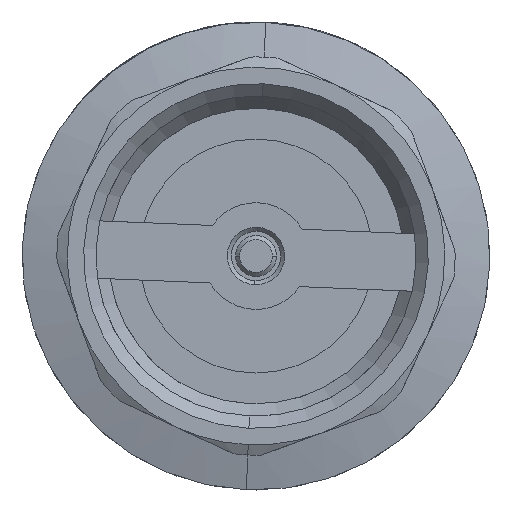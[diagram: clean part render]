
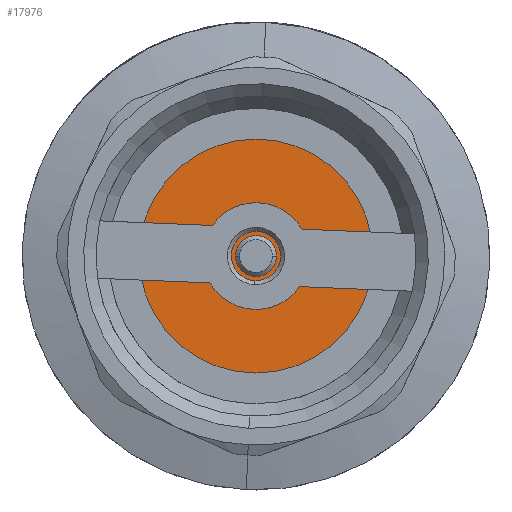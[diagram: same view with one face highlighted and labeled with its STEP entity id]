
A CAD part, front view. The second image highlights one B-rep face of the part: STEP entity #17976.
In plain terms, the highlighted planar face has unit normal (0, -1, 0).
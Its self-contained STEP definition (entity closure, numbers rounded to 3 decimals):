
#222 = DIRECTION ( 'NONE',  ( 1., 0., 0. ) ) ;
#1512 = AXIS2_PLACEMENT_3D ( 'NONE', #41604, #20925, #222 ) ;
#2717 = CARTESIAN_POINT ( 'NONE',  ( 14.25, 17.3, 0. ) ) ;
#3545 = VERTEX_POINT ( 'NONE', #42466 ) ;
#4557 = CARTESIAN_POINT ( 'NONE',  ( 0., 17.3, 0. ) ) ;
#6200 = DIRECTION ( 'NONE',  ( 1., 0., 0. ) ) ;
#7036 = ORIENTED_EDGE ( 'NONE', *, *, #10363, .F. ) ;
#7833 = VERTEX_POINT ( 'NONE', #9351 ) ;
#8079 = DIRECTION ( 'NONE',  ( 1., 0., 0. ) ) ;
#9351 = CARTESIAN_POINT ( 'NONE',  ( -14.25, 17.3, 0. ) ) ;
#10135 = EDGE_CURVE ( 'NONE', #25430, #7833, #30966, .T. ) ;
#10363 = EDGE_CURVE ( 'NONE', #3545, #32376, #28793, .T. ) ;
#11797 = CIRCLE ( 'NONE', #22156, 14.25 ) ;
#13388 = DIRECTION ( 'NONE',  ( 0., -1., 0. ) ) ;
#14164 = CIRCLE ( 'NONE', #1512, 2.5 ) ;
#14405 = AXIS2_PLACEMENT_3D ( 'NONE', #2717, #26890, #6200 ) ;
#17733 = DIRECTION ( 'NONE',  ( 0., -1., 0. ) ) ;
#17976 = ADVANCED_FACE ( 'NONE', ( #36231, #29338 ), #43316, .T. ) ;
#19399 = AXIS2_PLACEMENT_3D ( 'NONE', #4557, #28719, #8079 ) ;
#20925 = DIRECTION ( 'NONE',  ( 0., -1., 0. ) ) ;
#22156 = AXIS2_PLACEMENT_3D ( 'NONE', #33976, #13388, #37442 ) ;
#22183 = CARTESIAN_POINT ( 'NONE',  ( -2.5, 17.3, 0. ) ) ;
#25069 = EDGE_CURVE ( 'NONE', #32376, #3545, #14164, .T. ) ;
#25430 = VERTEX_POINT ( 'NONE', #39644 ) ;
#26890 = DIRECTION ( 'NONE',  ( 0., -1., 0. ) ) ;
#28719 = DIRECTION ( 'NONE',  ( 0., -1., 0. ) ) ;
#28793 = CIRCLE ( 'NONE', #19399, 2.5 ) ;
#29338 = FACE_BOUND ( 'NONE', #36941, .T. ) ;
#30966 = CIRCLE ( 'NONE', #43356, 14.25 ) ;
#32376 = VERTEX_POINT ( 'NONE', #22183 ) ;
#32598 = EDGE_CURVE ( 'NONE', #7833, #25430, #11797, .T. ) ;
#33976 = CARTESIAN_POINT ( 'NONE',  ( 0., 17.3, 0. ) ) ;
#34021 = ORIENTED_EDGE ( 'NONE', *, *, #32598, .T. ) ;
#34537 = ORIENTED_EDGE ( 'NONE', *, *, #25069, .F. ) ;
#35650 = EDGE_LOOP ( 'NONE', ( #41330, #34021 ) ) ;
#36231 = FACE_OUTER_BOUND ( 'NONE', #35650, .T. ) ;
#36941 = EDGE_LOOP ( 'NONE', ( #7036, #34537 ) ) ;
#37442 = DIRECTION ( 'NONE',  ( 1., 0., 0. ) ) ;
#38425 = CARTESIAN_POINT ( 'NONE',  ( 0., 17.3, 0. ) ) ;
#39644 = CARTESIAN_POINT ( 'NONE',  ( 14.25, 17.3, 0. ) ) ;
#41330 = ORIENTED_EDGE ( 'NONE', *, *, #10135, .T. ) ;
#41604 = CARTESIAN_POINT ( 'NONE',  ( 0., 17.3, 0. ) ) ;
#41866 = DIRECTION ( 'NONE',  ( 1., 0., 0. ) ) ;
#42466 = CARTESIAN_POINT ( 'NONE',  ( 2.5, 17.3, 0. ) ) ;
#43316 = PLANE ( 'NONE',  #14405 ) ;
#43356 = AXIS2_PLACEMENT_3D ( 'NONE', #38425, #17733, #41866 ) ;
